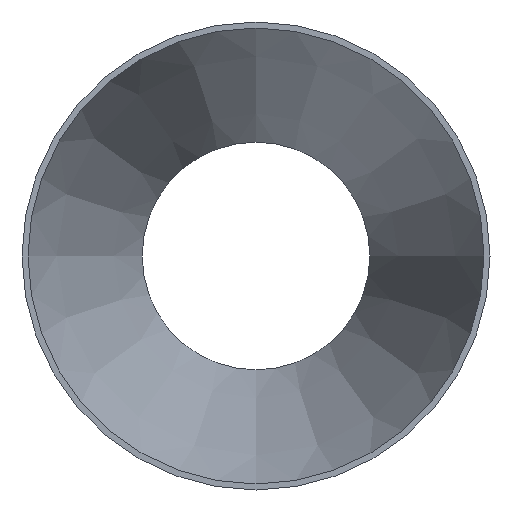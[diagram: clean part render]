
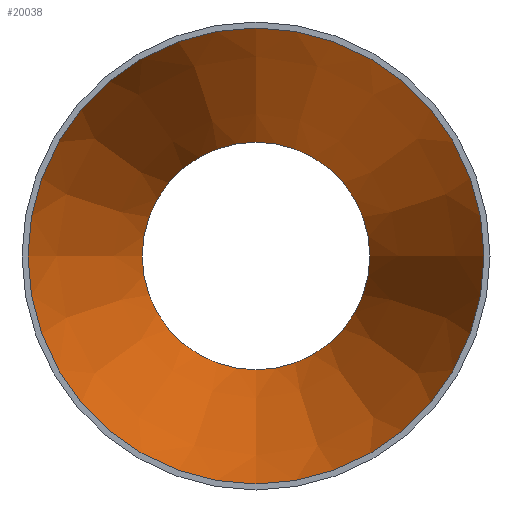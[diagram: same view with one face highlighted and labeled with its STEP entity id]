
A CAD part, front view. The second image highlights one B-rep face of the part: STEP entity #20038.
In plain terms, the highlighted conical face has half-angle 18.208 degrees and reference radius 99.868 mm.
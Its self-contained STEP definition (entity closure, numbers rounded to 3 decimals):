
#429 = DIRECTION ( 'NONE',  ( 0., 0., -1. ) ) ;
#2575 = CARTESIAN_POINT ( 'NONE',  ( 0., 0., -99.868 ) ) ;
#3061 = DIRECTION ( 'NONE',  ( 0., -1., 0. ) ) ;
#3217 = DIRECTION ( 'NONE',  ( 0., 0., -1. ) ) ;
#5324 = CARTESIAN_POINT ( 'NONE',  ( 0., 152., 0. ) ) ;
#5653 = FACE_OUTER_BOUND ( 'NONE', #10697, .T. ) ;
#9223 = AXIS2_PLACEMENT_3D ( 'NONE', #23256, #3061, #429 ) ;
#10214 = FACE_BOUND ( 'NONE', #22562, .T. ) ;
#10697 = EDGE_LOOP ( 'NONE', ( #18565 ) ) ;
#13499 = AXIS2_PLACEMENT_3D ( 'NONE', #28406, #18767, #16152 ) ;
#13721 = ORIENTED_EDGE ( 'NONE', *, *, #19975, .F. ) ;
#14934 = VERTEX_POINT ( 'NONE', #24901 ) ;
#15978 = AXIS2_PLACEMENT_3D ( 'NONE', #5324, #30789, #3217 ) ;
#16152 = DIRECTION ( 'NONE',  ( 0., 0., -1. ) ) ;
#18565 = ORIENTED_EDGE ( 'NONE', *, *, #22412, .T. ) ;
#18767 = DIRECTION ( 'NONE',  ( 0., -1., 0. ) ) ;
#19975 = EDGE_CURVE ( 'NONE', #14934, #14934, #26919, .T. ) ;
#20038 = ADVANCED_FACE ( 'NONE', ( #10214, #5653 ), #31630, .F. ) ;
#22412 = EDGE_CURVE ( 'NONE', #30313, #30313, #25470, .T. ) ;
#22562 = EDGE_LOOP ( 'NONE', ( #13721 ) ) ;
#23256 = CARTESIAN_POINT ( 'NONE',  ( 0., 0., 0. ) ) ;
#24901 = CARTESIAN_POINT ( 'NONE',  ( 0., 152., -49.868 ) ) ;
#25470 = CIRCLE ( 'NONE', #13499, 99.868 ) ;
#26919 = CIRCLE ( 'NONE', #15978, 49.868 ) ;
#28406 = CARTESIAN_POINT ( 'NONE',  ( 0., 0., 0. ) ) ;
#30313 = VERTEX_POINT ( 'NONE', #2575 ) ;
#30789 = DIRECTION ( 'NONE',  ( 0., -1., 0. ) ) ;
#31630 = CONICAL_SURFACE ( 'NONE', #9223, 99.868, 0.318 ) ;
